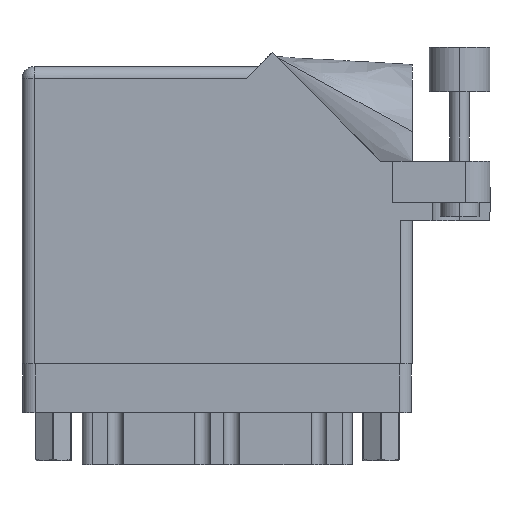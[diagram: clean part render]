
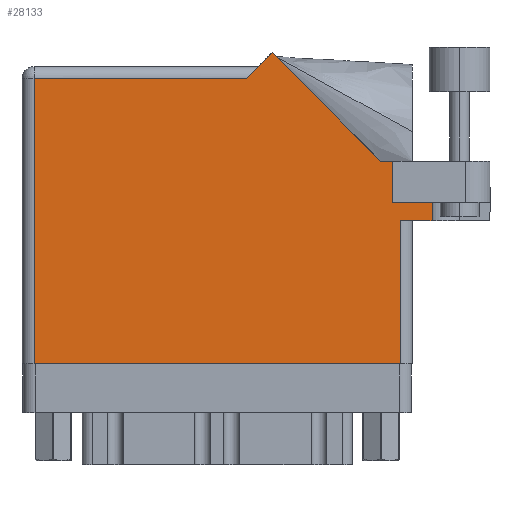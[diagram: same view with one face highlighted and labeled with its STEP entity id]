
A CAD part, front view. The second image highlights one B-rep face of the part: STEP entity #28133.
In plain terms, the highlighted face is planar.
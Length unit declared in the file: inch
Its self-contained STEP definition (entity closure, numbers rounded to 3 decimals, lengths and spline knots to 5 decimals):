
#712 = VERTEX_POINT ( 'NONE', #20172 ) ;
#1268 = VERTEX_POINT ( 'NONE', #3650 ) ;
#1519 = CARTESIAN_POINT ( 'NONE',  ( 1.948, 0.737, 0. ) ) ;
#2284 = DIRECTION ( 'NONE',  ( 1., 0., 0. ) ) ;
#2817 = CARTESIAN_POINT ( 'NONE',  ( 2.01, 0.737, 0. ) ) ;
#3650 = CARTESIAN_POINT ( 'NONE',  ( 2.1115, 0.831, 0. ) ) ;
#4192 = LINE ( 'NONE', #41559, #13521 ) ;
#5060 = ORIENTED_EDGE ( 'NONE', *, *, #19394, .T. ) ;
#5208 = DIRECTION ( 'NONE',  ( -1., 0., 0. ) ) ;
#5673 = DIRECTION ( 'NONE',  ( -1., 0., 0. ) ) ;
#5761 = CARTESIAN_POINT ( 'NONE',  ( 1.28771, 1.60071, 0. ) ) ;
#5818 = CARTESIAN_POINT ( 'NONE',  ( 1.948, 0., 0. ) ) ;
#6167 = ORIENTED_EDGE ( 'NONE', *, *, #39203, .T. ) ;
#6269 = VECTOR ( 'NONE', #23852, 39.37008 ) ;
#6628 = DIRECTION ( 'NONE',  ( 0., -1., 0. ) ) ;
#7102 = VERTEX_POINT ( 'NONE', #29477 ) ;
#11031 = VERTEX_POINT ( 'NONE', #13596 ) ;
#11168 = DIRECTION ( 'NONE',  ( 0., -1., 0. ) ) ;
#11470 = EDGE_CURVE ( 'NONE', #40410, #29496, #4192, .T. ) ;
#12208 = DIRECTION ( 'NONE',  ( 0., 1., 0. ) ) ;
#12292 = LINE ( 'NONE', #32742, #23326 ) ;
#13097 = ORIENTED_EDGE ( 'NONE', *, *, #32457, .F. ) ;
#13521 = VECTOR ( 'NONE', #31322, 39.37008 ) ;
#13596 = CARTESIAN_POINT ( 'NONE',  ( 1.84442, 1.044, 0. ) ) ;
#14041 = VECTOR ( 'NONE', #40390, 39.37008 ) ;
#14344 = CARTESIAN_POINT ( 'NONE',  ( 0.062, 1.468, 0. ) ) ;
#14512 = VECTOR ( 'NONE', #5208, 39.37008 ) ;
#14589 = ORIENTED_EDGE ( 'NONE', *, *, #39613, .T. ) ;
#15261 = CARTESIAN_POINT ( 'NONE',  ( 0.062, 0., 0. ) ) ;
#15608 = VERTEX_POINT ( 'NONE', #1519 ) ;
#15767 = VECTOR ( 'NONE', #5673, 39.37008 ) ;
#16933 = EDGE_CURVE ( 'NONE', #7102, #11031, #22330, .T. ) ;
#17436 = DIRECTION ( 'NONE',  ( -0.707, 0.707, 0. ) ) ;
#18206 = LINE ( 'NONE', #28210, #29166 ) ;
#18561 = VERTEX_POINT ( 'NONE', #42211 ) ;
#18754 = FACE_OUTER_BOUND ( 'NONE', #21576, .T. ) ;
#18865 = LINE ( 'NONE', #43314, #23402 ) ;
#18897 = EDGE_CURVE ( 'NONE', #15608, #18561, #43508, .T. ) ;
#19061 = ORIENTED_EDGE ( 'NONE', *, *, #11470, .T. ) ;
#19394 = EDGE_CURVE ( 'NONE', #29672, #7102, #26319, .T. ) ;
#19493 = VECTOR ( 'NONE', #6628, 39.37008 ) ;
#19723 = EDGE_CURVE ( 'NONE', #29672, #1268, #12292, .T. ) ;
#20172 = CARTESIAN_POINT ( 'NONE',  ( 1.155, 1.468, 0. ) ) ;
#21576 = EDGE_LOOP ( 'NONE', ( #19061, #22770, #42431, #13097, #25690, #5060, #37018, #27013, #26775, #14589, #6167 ) ) ;
#21645 = CARTESIAN_POINT ( 'NONE',  ( 0., 1.53, 0. ) ) ;
#22323 = VERTEX_POINT ( 'NONE', #14344 ) ;
#22330 = LINE ( 'NONE', #35905, #15767 ) ;
#22770 = ORIENTED_EDGE ( 'NONE', *, *, #24356, .T. ) ;
#22826 = AXIS2_PLACEMENT_3D ( 'NONE', #21645, #42561, #35222 ) ;
#23326 = VECTOR ( 'NONE', #2284, 39.37008 ) ;
#23402 = VECTOR ( 'NONE', #12208, 39.37008 ) ;
#23852 = DIRECTION ( 'NONE',  ( 0., 1., 0. ) ) ;
#23854 = VERTEX_POINT ( 'NONE', #5761 ) ;
#24356 = EDGE_CURVE ( 'NONE', #29496, #15608, #18865, .T. ) ;
#25690 = ORIENTED_EDGE ( 'NONE', *, *, #19723, .F. ) ;
#25708 = VECTOR ( 'NONE', #11168, 39.37008 ) ;
#26319 = LINE ( 'NONE', #36558, #6269 ) ;
#26775 = ORIENTED_EDGE ( 'NONE', *, *, #27142, .T. ) ;
#26797 = LINE ( 'NONE', #38533, #25708 ) ;
#27013 = ORIENTED_EDGE ( 'NONE', *, *, #36725, .T. ) ;
#27142 = EDGE_CURVE ( 'NONE', #23854, #712, #18206, .T. ) ;
#28133 = ADVANCED_FACE ( 'NONE', ( #18754 ), #32765, .F. ) ;
#28210 = CARTESIAN_POINT ( 'NONE',  ( 1.217, 1.53, 0. ) ) ;
#29166 = VECTOR ( 'NONE', #38456, 39.37008 ) ;
#29477 = CARTESIAN_POINT ( 'NONE',  ( 1.91, 1.044, 0. ) ) ;
#29496 = VERTEX_POINT ( 'NONE', #5818 ) ;
#29672 = VERTEX_POINT ( 'NONE', #31127 ) ;
#29967 = LINE ( 'NONE', #32872, #19493 ) ;
#31127 = CARTESIAN_POINT ( 'NONE',  ( 1.91, 0.831, 0. ) ) ;
#31322 = DIRECTION ( 'NONE',  ( 1., 0., 0. ) ) ;
#31463 = LINE ( 'NONE', #38352, #43499 ) ;
#32457 = EDGE_CURVE ( 'NONE', #1268, #18561, #26797, .T. ) ;
#32742 = CARTESIAN_POINT ( 'NONE',  ( 1.91, 0.831, 0. ) ) ;
#32765 = PLANE ( 'NONE',  #22826 ) ;
#32872 = CARTESIAN_POINT ( 'NONE',  ( 0.062, 0., 0. ) ) ;
#35222 = DIRECTION ( 'NONE',  ( -1., 0., 0. ) ) ;
#35431 = LINE ( 'NONE', #35653, #14512 ) ;
#35653 = CARTESIAN_POINT ( 'NONE',  ( 0., 1.468, 0. ) ) ;
#35905 = CARTESIAN_POINT ( 'NONE',  ( 2.41, 1.044, 0. ) ) ;
#36558 = CARTESIAN_POINT ( 'NONE',  ( 1.91, 0.831, 0. ) ) ;
#36725 = EDGE_CURVE ( 'NONE', #11031, #23854, #31463, .T. ) ;
#37018 = ORIENTED_EDGE ( 'NONE', *, *, #16933, .T. ) ;
#38352 = CARTESIAN_POINT ( 'NONE',  ( 1.84442, 1.044, 0. ) ) ;
#38456 = DIRECTION ( 'NONE',  ( -0.707, -0.707, 0. ) ) ;
#38533 = CARTESIAN_POINT ( 'NONE',  ( 2.1115, 1.16177, 0. ) ) ;
#39203 = EDGE_CURVE ( 'NONE', #22323, #40410, #29967, .T. ) ;
#39613 = EDGE_CURVE ( 'NONE', #712, #22323, #35431, .T. ) ;
#40390 = DIRECTION ( 'NONE',  ( 1., 0., 0. ) ) ;
#40410 = VERTEX_POINT ( 'NONE', #15261 ) ;
#41559 = CARTESIAN_POINT ( 'NONE',  ( 0., 0., 0. ) ) ;
#42211 = CARTESIAN_POINT ( 'NONE',  ( 2.1115, 0.737, 0. ) ) ;
#42431 = ORIENTED_EDGE ( 'NONE', *, *, #18897, .T. ) ;
#42561 = DIRECTION ( 'NONE',  ( 0., 0., -1. ) ) ;
#43314 = CARTESIAN_POINT ( 'NONE',  ( 1.948, 0.737, 0. ) ) ;
#43499 = VECTOR ( 'NONE', #17436, 39.37008 ) ;
#43508 = LINE ( 'NONE', #2817, #14041 ) ;
